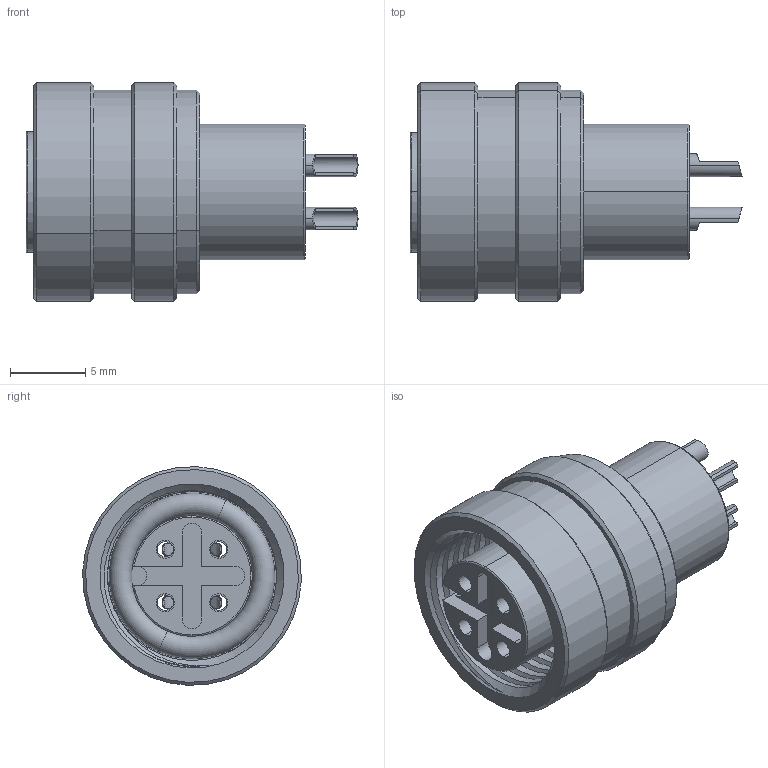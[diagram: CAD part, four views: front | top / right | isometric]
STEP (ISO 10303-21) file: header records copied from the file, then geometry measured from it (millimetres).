
FILE_DESCRIPTION (( 'STEP AP203' ), '1' );
FILE_NAME ('50-00952.STEP', '2020-10-15T15:54:55', ( '' ), ( '' ), 'SwSTEP 2.0', 'SolidWorks 2015', '' );
FILE_SCHEMA (( 'CONFIG_CONTROL_DESIGN' ));
Length unit declared in the file: millimetre
Products named in the file (5): 50-00952; 50-00952-03___; 50-00952-02___; 50-00952-01___; 50-00952-04___
Assembly tree (7 placements, depth 2):
  50-00952
    50-00952-01___
    50-00952-02___
    50-00952-03___  x4
    50-00952-04___
Bounding box: 22 x 14.49 x 14.49 mm (x, y, z)
Volume: 1698.1 mm3; surface area: 3045.3 mm2
Topology: 7 solids, 7 shells, 447 faces, 1126 edges, 709 vertices
Faces by surface type: cylinder 158, plane 132, torus 81, cone 50, bspline 26
Entity records: 7699 total; most frequent: CARTESIAN_POINT 2630, ORIENTED_EDGE 950, DIRECTION 949, EDGE_CURVE 475, AXIS2_PLACEMENT_3D 383, VERTEX_POINT 301, EDGE_LOOP 216, FACE_OUTER_BOUND 192
